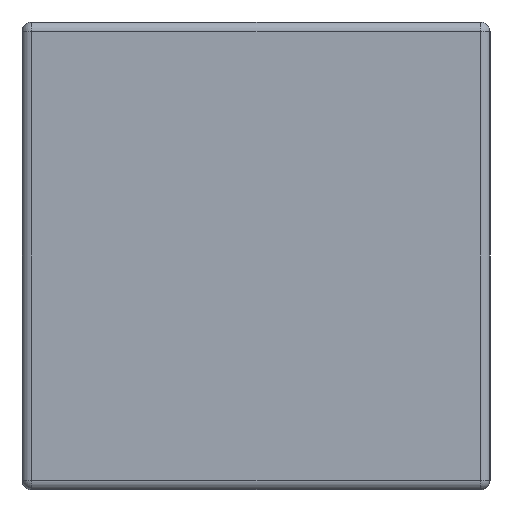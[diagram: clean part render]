
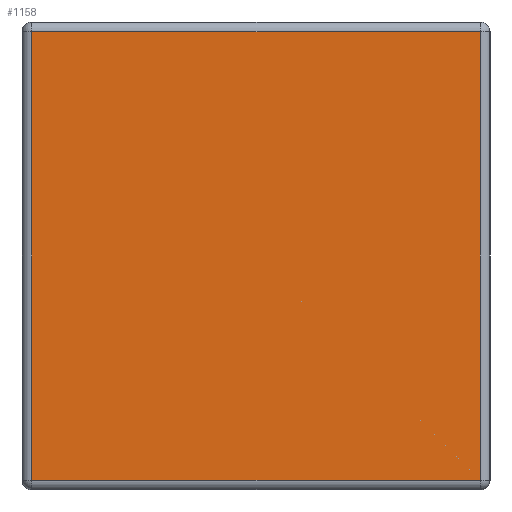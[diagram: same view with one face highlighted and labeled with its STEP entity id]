
A CAD part, left-side view. The second image highlights one B-rep face of the part: STEP entity #1158.
In plain terms, the highlighted planar face has unit normal (-1, 0, 0).
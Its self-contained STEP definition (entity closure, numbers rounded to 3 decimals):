
#38 = CARTESIAN_POINT ( 'NONE',  ( 0., 0., -0.93 ) ) ;
#56 = EDGE_LOOP ( 'NONE', ( #3166, #4452, #2968, #4395 ) ) ;
#203 = VECTOR ( 'NONE', #2185, 1000. ) ;
#320 = VERTEX_POINT ( 'NONE', #1376 ) ;
#345 = LINE ( 'NONE', #4302, #2661 ) ;
#393 = DIRECTION ( 'NONE',  ( 0., 0., 1. ) ) ;
#507 = EDGE_CURVE ( 'NONE', #2056, #2081, #1467, .T. ) ;
#590 = EDGE_CURVE ( 'NONE', #2361, #2056, #345, .T. ) ;
#620 = EDGE_CURVE ( 'NONE', #320, #2361, #1524, .T. ) ;
#707 = FACE_OUTER_BOUND ( 'NONE', #56, .T. ) ;
#806 = VECTOR ( 'NONE', #1457, 1000. ) ;
#1158 = ADVANCED_FACE ( 'NONE', ( #707 ), #3206, .T. ) ;
#1221 = EDGE_CURVE ( 'NONE', #2081, #320, #2116, .T. ) ;
#1376 = CARTESIAN_POINT ( 'NONE',  ( 0., 0.93, -0.93 ) ) ;
#1457 = DIRECTION ( 'NONE',  ( 0., -1., 0. ) ) ;
#1467 = LINE ( 'NONE', #2829, #2210 ) ;
#1524 = LINE ( 'NONE', #38, #806 ) ;
#2056 = VERTEX_POINT ( 'NONE', #3904 ) ;
#2081 = VERTEX_POINT ( 'NONE', #4351 ) ;
#2116 = LINE ( 'NONE', #3592, #203 ) ;
#2185 = DIRECTION ( 'NONE',  ( 0., 0., -1. ) ) ;
#2210 = VECTOR ( 'NONE', #2774, 1000. ) ;
#2361 = VERTEX_POINT ( 'NONE', #2874 ) ;
#2520 = DIRECTION ( 'NONE',  ( 0., 0., 1. ) ) ;
#2661 = VECTOR ( 'NONE', #393, 1000. ) ;
#2774 = DIRECTION ( 'NONE',  ( 0., 1., 0. ) ) ;
#2829 = CARTESIAN_POINT ( 'NONE',  ( 0., 0.95, -0.02 ) ) ;
#2874 = CARTESIAN_POINT ( 'NONE',  ( 0., 0.02, -0.93 ) ) ;
#2968 = ORIENTED_EDGE ( 'NONE', *, *, #507, .T. ) ;
#3166 = ORIENTED_EDGE ( 'NONE', *, *, #620, .T. ) ;
#3206 = PLANE ( 'NONE',  #4471 ) ;
#3592 = CARTESIAN_POINT ( 'NONE',  ( 0., 0.93, -0.95 ) ) ;
#3613 = DIRECTION ( 'NONE',  ( -1., 0., 0. ) ) ;
#3904 = CARTESIAN_POINT ( 'NONE',  ( 0., 0.02, -0.02 ) ) ;
#3954 = CARTESIAN_POINT ( 'NONE',  ( 0., 0., 0. ) ) ;
#4302 = CARTESIAN_POINT ( 'NONE',  ( 0., 0.02, 0. ) ) ;
#4351 = CARTESIAN_POINT ( 'NONE',  ( 0., 0.93, -0.02 ) ) ;
#4395 = ORIENTED_EDGE ( 'NONE', *, *, #1221, .T. ) ;
#4452 = ORIENTED_EDGE ( 'NONE', *, *, #590, .T. ) ;
#4471 = AXIS2_PLACEMENT_3D ( 'NONE', #3954, #3613, #2520 ) ;
